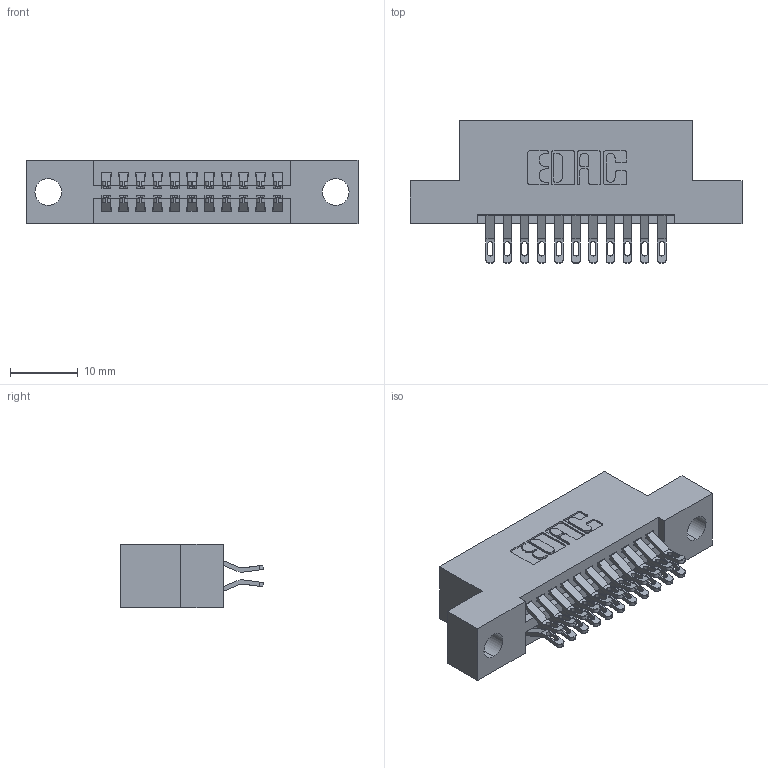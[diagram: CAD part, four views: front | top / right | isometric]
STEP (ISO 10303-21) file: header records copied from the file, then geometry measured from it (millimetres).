
FILE_DESCRIPTION (( 'STEP AP203' ), '1' );
FILE_NAME ('395-022-555-204.STEP', '2021-06-16T18:57:18', ( '' ), ( '' ), 'SwSTEP 2.0', 'SolidWorks 2020', '' );
FILE_SCHEMA (( 'CONFIG_CONTROL_DESIGN' ));
Length unit declared in the file: inch
Products named in the file (3): 345 Part_Flush Mounting Lugs - 0.156 Dia-TI; 395-022-555-204; 345-292-001_555 Tail
Assembly tree (23 placements, depth 2):
  395-022-555-204
    345 Part_Flush Mounting Lugs - 0.156 Dia-TI
    345-292-001_555 Tail  x22
Bounding box: 49.15 x 21.13 x 9.4 mm (x, y, z)
Volume: 4444.5 mm3; surface area: 6042.8 mm2
Topology: 23 solids, 23 shells, 1372 faces, 4271 edges, 2846 vertices
Faces by surface type: plane 776, cylinder 596
Entity records: 13549 total; most frequent: CARTESIAN_POINT 2340, ORIENTED_EDGE 2242, DIRECTION 2069, EDGE_CURVE 1121, LINE 925, VECTOR 925, VERTEX_POINT 746, AXIS2_PLACEMENT_3D 572
